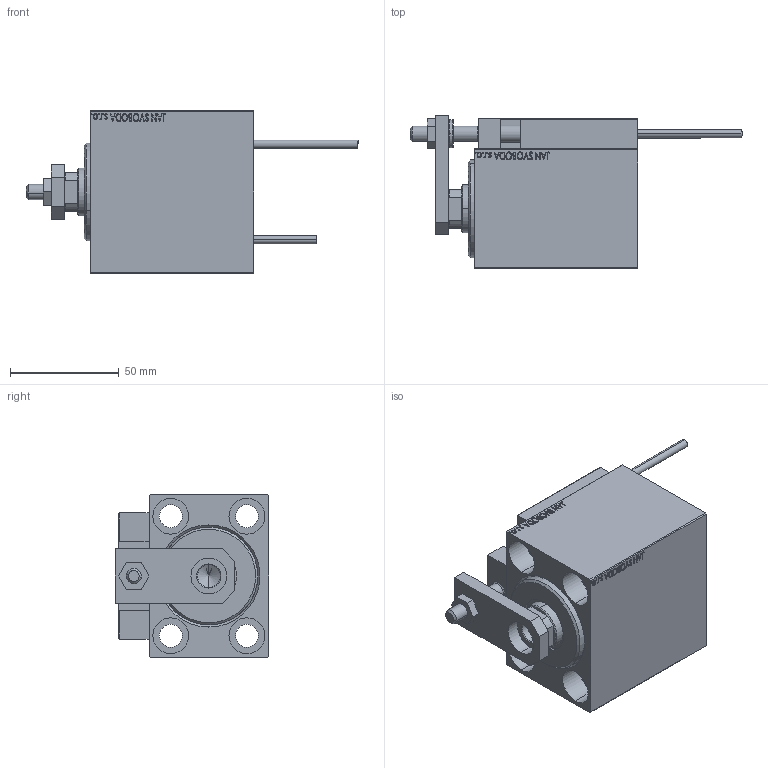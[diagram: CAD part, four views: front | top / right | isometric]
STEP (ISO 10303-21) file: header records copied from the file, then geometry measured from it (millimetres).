
FILE_DESCRIPTION (( 'STEP AP203' ), '1' );
FILE_NAME ('2ca4.STEP', '2022-04-16T23:53:50', ( '' ), ( '' ), 'SwSTEP 2.0', 'SolidWorks 2019', '' );
FILE_SCHEMA (( 'CONFIG_CONTROL_DESIGN' ));
Length unit declared in the file: millimetre
Products named in the file (15): ALLEN BOLT D8 69857bff1fa4fefb583a4cc21427a6aa; KONCOVKA 69857bff1fa4fefb583a4cc21427a6aa; SWITCH_X_FRONT_BACK 69857bff1fa4fefb583a4cc21427a6aa; V450CM_C_VCP 69857bff1fa4fefb583a4cc21427a6aa; NUT_D12 69857bff1fa4fefb583a4cc21427a6aa; ZARAZKA 69857bff1fa4fefb583a4cc21427a6aa; TYC_L79 69857bff1fa4fefb583a4cc21427a6aa; V450CM_VC_B 69857bff1fa4fefb583a4cc21427a6aa; 2ca4; V450CM_C_Body 69857bff1fa4fefb583a4cc21427a6aa; ALLEN BOLT D5 69857bff1fa4fefb583a4cc21427a6aa; SWITCH X 69857bff1fa4fefb583a4cc21427a6aa; SWITCH DIM B,W 69857bff1fa4fefb583a4cc21427a6aa; MAGNET 69857bff1fa4fefb583a4cc21427a6aa; Block 69857bff1fa4fefb583a4cc21427a6aa
Assembly tree (24 placements, depth 3):
  2ca4
    V450CM_C_Body 69857bff1fa4fefb583a4cc21427a6aa
    SWITCH X 69857bff1fa4fefb583a4cc21427a6aa
      SWITCH_X_FRONT_BACK 69857bff1fa4fefb583a4cc21427a6aa  x2
      TYC_L79 69857bff1fa4fefb583a4cc21427a6aa
      Block 69857bff1fa4fefb583a4cc21427a6aa  x2
      ALLEN BOLT D5 69857bff1fa4fefb583a4cc21427a6aa  x4
      ALLEN BOLT D8 69857bff1fa4fefb583a4cc21427a6aa  x4
      MAGNET 69857bff1fa4fefb583a4cc21427a6aa  x2
      KONCOVKA 69857bff1fa4fefb583a4cc21427a6aa  x2
    NUT_D12 69857bff1fa4fefb583a4cc21427a6aa
    SWITCH DIM B,W 69857bff1fa4fefb583a4cc21427a6aa
    ZARAZKA 69857bff1fa4fefb583a4cc21427a6aa
    V450CM_C_VCP 69857bff1fa4fefb583a4cc21427a6aa
    V450CM_VC_B 69857bff1fa4fefb583a4cc21427a6aa
Bounding box: 152.7 x 70.5 x 75 mm (x, y, z)
Volume: 314002.9 mm3; surface area: 87266.6 mm2
Topology: 23 solids, 23 shells, 1278 faces, 3064 edges, 1959 vertices
Faces by surface type: plane 560, bspline 380, cylinder 184, cone 106, torus 44, sphere 4
Entity records: 50115 total; most frequent: CARTESIAN_POINT 25898, ORIENTED_EDGE 5148, DIRECTION 3454, EDGE_CURVE 2574, VERTEX_POINT 1683, LINE 1480, VECTOR 1480, EDGE_LOOP 1187
